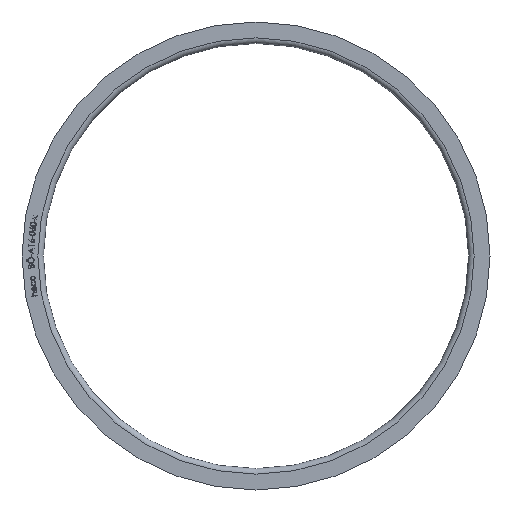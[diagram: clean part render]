
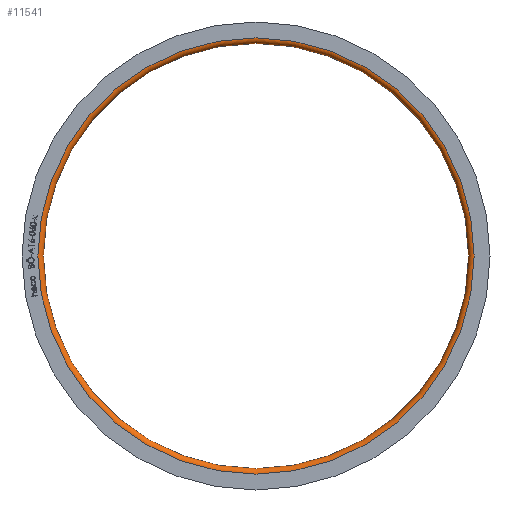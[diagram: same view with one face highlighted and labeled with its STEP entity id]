
A CAD part, left-side view. The second image highlights one B-rep face of the part: STEP entity #11541.
In plain terms, the highlighted toroidal (fillet/blend) face has major radius 515 mm and minor radius 13 mm.
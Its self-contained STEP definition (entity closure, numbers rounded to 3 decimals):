
#483 = CARTESIAN_POINT ( 'NONE',  ( 13., 0., 0. ) ) ;
#947 = EDGE_CURVE ( 'NONE', #8983, #8983, #4054, .T. ) ;
#1167 = CARTESIAN_POINT ( 'NONE',  ( 13., 0., 502. ) ) ;
#1561 = FACE_OUTER_BOUND ( 'NONE', #10513, .T. ) ;
#2491 = DIRECTION ( 'NONE',  ( -1., 0., 0. ) ) ;
#2502 = EDGE_CURVE ( 'NONE', #11367, #11367, #9421, .T. ) ;
#3001 = EDGE_LOOP ( 'NONE', ( #9681 ) ) ;
#3870 = AXIS2_PLACEMENT_3D ( 'NONE', #12311, #9239, #4825 ) ;
#4054 = CIRCLE ( 'NONE', #5212, 515. ) ;
#4825 = DIRECTION ( 'NONE',  ( 0., 0., 1. ) ) ;
#5212 = AXIS2_PLACEMENT_3D ( 'NONE', #10311, #2491, #5914 ) ;
#5499 = TOROIDAL_SURFACE ( 'NONE', #6633, 515., 13. ) ;
#5905 = DIRECTION ( 'NONE',  ( 0., 0., 1. ) ) ;
#5914 = DIRECTION ( 'NONE',  ( 0., 0., 1. ) ) ;
#6633 = AXIS2_PLACEMENT_3D ( 'NONE', #483, #7118, #5905 ) ;
#7118 = DIRECTION ( 'NONE',  ( -1., 0., 0. ) ) ;
#8983 = VERTEX_POINT ( 'NONE', #13378 ) ;
#9233 = FACE_OUTER_BOUND ( 'NONE', #3001, .T. ) ;
#9239 = DIRECTION ( 'NONE',  ( -1., 0., 0. ) ) ;
#9421 = CIRCLE ( 'NONE', #3870, 502. ) ;
#9681 = ORIENTED_EDGE ( 'NONE', *, *, #2502, .F. ) ;
#10311 = CARTESIAN_POINT ( 'NONE',  ( 0., 0., 0. ) ) ;
#10513 = EDGE_LOOP ( 'NONE', ( #14118 ) ) ;
#11367 = VERTEX_POINT ( 'NONE', #1167 ) ;
#11541 = ADVANCED_FACE ( 'NONE', ( #9233, #1561 ), #5499, .T. ) ;
#12311 = CARTESIAN_POINT ( 'NONE',  ( 13., 0., 0. ) ) ;
#13378 = CARTESIAN_POINT ( 'NONE',  ( 0., 0., 515. ) ) ;
#14118 = ORIENTED_EDGE ( 'NONE', *, *, #947, .T. ) ;
